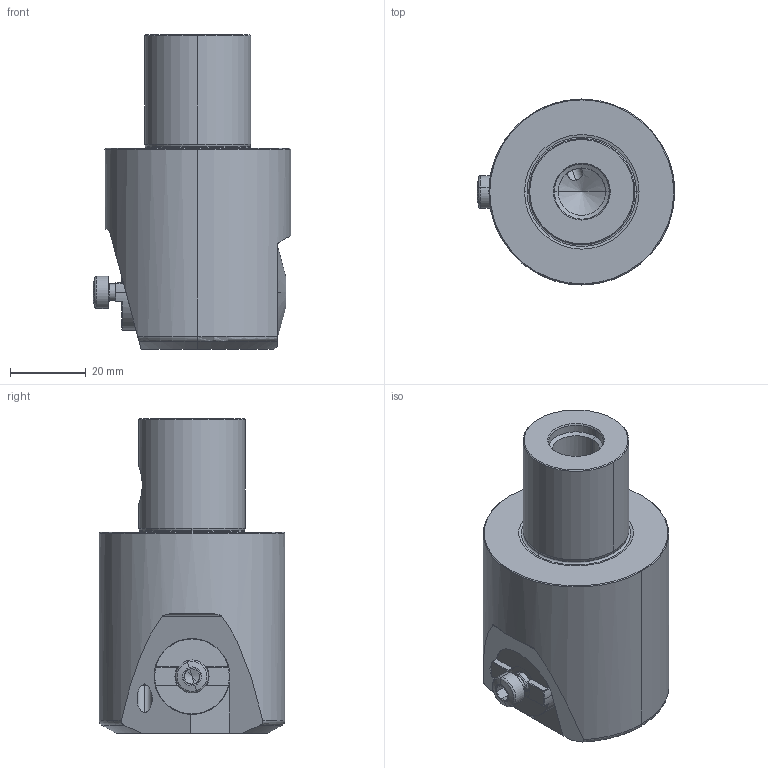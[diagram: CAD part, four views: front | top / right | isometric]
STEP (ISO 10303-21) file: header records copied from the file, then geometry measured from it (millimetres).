
FILE_DESCRIPTION(('no description'),'unknown implementation level');
FILE_NAME('00969AEB-29E6-46E6-88D5-A35A6972265A_export.stp',' ',('CIMSOURCE GmbH'),('CADClick - KiM GmbH - www.kimweb.de'),'unknown preprocess','ACIS','unknown authorization');
FILE_SCHEMA(('automotive_design'));
Length unit declared in the file: millimetre
Products named in the file (3): 310.505A|310.505A.STEP|310.531 Kaiser Werkzeugk_rper zu EWB53-70 x CK5.STEP;NONE; 310.505A|310.505A.STEP|310.550 Kaiser Werkzeugtr_ger zu EWB 53-70.STEP|690.139 Kaiser ETL M5_SW4 X 10.STEP;NONE; 310.505A|310.505A.STEP|310.550 Kaiser Werkzeugtr_ger zu EWB 53-70.STEP|310.550 Kaiser Werkzeugtr_ger zu EWB 53-70-1.STEP;NONE
Bounding box: 52.06 x 49 x 83 mm (x, y, z)
Volume: 106220.6 mm3; surface area: 21912.6 mm2
Topology: 3 solids, 3 shells, 161 faces, 399 edges, 241 vertices
Faces by surface type: plane 60, cone 51, cylinder 36, torus 14
Entity records: 10020 total; most frequent: CARTESIAN_POINT 1731, DIRECTION 812, STYLED_ITEM 796, PRESENTATION_STYLE_ASSIGNMENT 796, COLOUR_RGB 796, ORIENTED_EDGE 782, EDGE_CURVE 391, CURVE_STYLE 391
